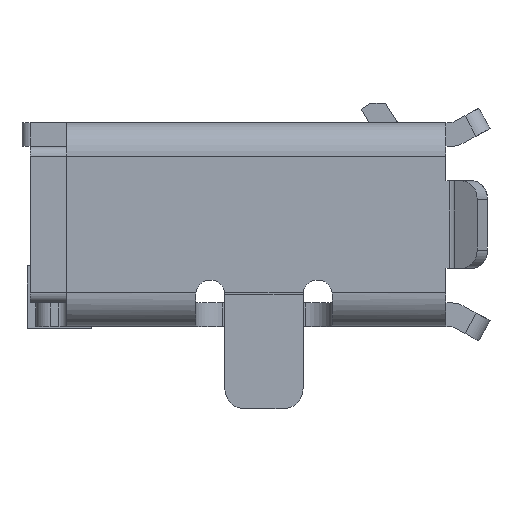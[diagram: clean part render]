
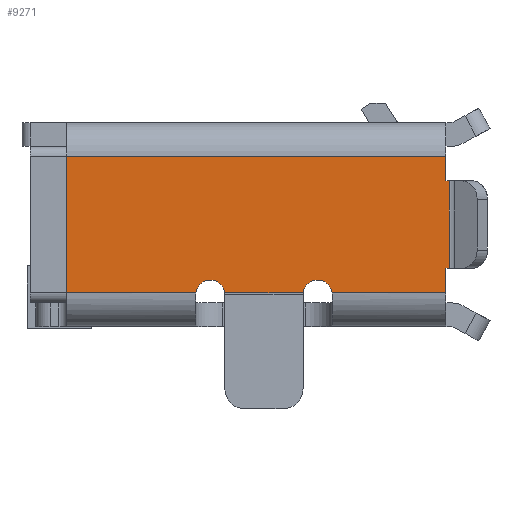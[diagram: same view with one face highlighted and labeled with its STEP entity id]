
A CAD part, left-side view. The second image highlights one B-rep face of the part: STEP entity #9271.
In plain terms, the highlighted planar face has unit normal (-1, 0, 0).
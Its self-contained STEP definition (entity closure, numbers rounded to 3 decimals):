
#310=CIRCLE('',#9750,0.166);
#311=CIRCLE('',#9751,0.167);
#312=CIRCLE('',#9752,0.167);
#313=CIRCLE('',#9753,0.166);
#1310=ORIENTED_EDGE('',*,*,#3022,.F.);
#1311=ORIENTED_EDGE('',*,*,#3087,.F.);
#1312=ORIENTED_EDGE('',*,*,#3081,.T.);
#1313=ORIENTED_EDGE('',*,*,#3051,.T.);
#1314=ORIENTED_EDGE('',*,*,#3088,.F.);
#1315=ORIENTED_EDGE('',*,*,#3089,.F.);
#1316=ORIENTED_EDGE('',*,*,#3090,.F.);
#1317=ORIENTED_EDGE('',*,*,#3045,.T.);
#1318=ORIENTED_EDGE('',*,*,#3091,.T.);
#1319=ORIENTED_EDGE('',*,*,#3092,.T.);
#1320=ORIENTED_EDGE('',*,*,#3093,.T.);
#1321=ORIENTED_EDGE('',*,*,#3054,.T.);
#1322=ORIENTED_EDGE('',*,*,#3032,.F.);
#1323=ORIENTED_EDGE('',*,*,#3094,.F.);
#1324=ORIENTED_EDGE('',*,*,#3095,.F.);
#1325=ORIENTED_EDGE('',*,*,#3096,.T.);
#3022=EDGE_CURVE('',#3931,#3932,#4587,.T.);
#3032=EDGE_CURVE('',#3935,#3936,#4594,.T.);
#3045=EDGE_CURVE('',#3946,#3945,#4600,.T.);
#3051=EDGE_CURVE('',#3951,#3949,#4602,.T.);
#3054=EDGE_CURVE('',#3952,#3936,#4603,.T.);
#3081=EDGE_CURVE('',#3968,#3951,#4616,.T.);
#3087=EDGE_CURVE('',#3968,#3931,#4619,.T.);
#3088=EDGE_CURVE('',#3972,#3949,#310,.T.);
#3089=EDGE_CURVE('',#3973,#3972,#4620,.T.);
#3090=EDGE_CURVE('',#3946,#3973,#311,.T.);
#3091=EDGE_CURVE('',#3945,#3974,#312,.T.);
#3092=EDGE_CURVE('',#3974,#3975,#4621,.T.);
#3093=EDGE_CURVE('',#3975,#3952,#313,.T.);
#3094=EDGE_CURVE('',#3976,#3935,#4622,.T.);
#3095=EDGE_CURVE('',#3977,#3976,#4623,.T.);
#3096=EDGE_CURVE('',#3977,#3932,#4624,.T.);
#3931=VERTEX_POINT('',#13268);
#3932=VERTEX_POINT('',#13269);
#3935=VERTEX_POINT('',#13283);
#3936=VERTEX_POINT('',#13285);
#3945=VERTEX_POINT('',#13324);
#3946=VERTEX_POINT('',#13326);
#3949=VERTEX_POINT('',#13348);
#3951=VERTEX_POINT('',#13351);
#3952=VERTEX_POINT('',#13356);
#3968=VERTEX_POINT('',#13421);
#3972=VERTEX_POINT('',#13433);
#3973=VERTEX_POINT('',#13435);
#3974=VERTEX_POINT('',#13438);
#3975=VERTEX_POINT('',#13440);
#3976=VERTEX_POINT('',#13443);
#3977=VERTEX_POINT('',#13445);
#4587=LINE('',#13267,#5347);
#4594=LINE('',#13284,#5354);
#4600=LINE('',#13325,#5360);
#4602=LINE('',#13350,#5362);
#4603=LINE('',#13355,#5363);
#4616=LINE('',#13420,#5376);
#4619=LINE('',#13431,#5379);
#4620=LINE('',#13434,#5380);
#4621=LINE('',#13439,#5381);
#4622=LINE('',#13442,#5382);
#4623=LINE('',#13444,#5383);
#4624=LINE('',#13446,#5384);
#5347=VECTOR('',#11003,1000.);
#5354=VECTOR('',#11020,1000.);
#5360=VECTOR('',#11036,1000.);
#5362=VECTOR('',#11042,1000.);
#5363=VECTOR('',#11049,1000.);
#5376=VECTOR('',#11094,1000.);
#5379=VECTOR('',#11105,1000.);
#5380=VECTOR('',#11108,1000.);
#5381=VECTOR('',#11113,1000.);
#5382=VECTOR('',#11116,1000.);
#5383=VECTOR('',#11117,1000.);
#5384=VECTOR('',#11118,1000.);
#5736=EDGE_LOOP('',(#1310,#1311,#1312,#1313,#1314,#1315,#1316,#1317,#1318,
#1319,#1320,#1321,#1322,#1323,#1324,#1325));
#6108=FACE_BOUND('',#5736,.T.);
#6462=PLANE('',#9749);
#9271=ADVANCED_FACE('',(#6108),#6462,.T.);
#9749=AXIS2_PLACEMENT_3D('',#13430,#11103,#11104);
#9750=AXIS2_PLACEMENT_3D('',#13432,#11106,#11107);
#9751=AXIS2_PLACEMENT_3D('',#13436,#11109,#11110);
#9752=AXIS2_PLACEMENT_3D('',#13437,#11111,#11112);
#9753=AXIS2_PLACEMENT_3D('',#13441,#11114,#11115);
#11003=DIRECTION('',(0.,0.,-1.));
#11020=DIRECTION('',(0.,0.,-1.));
#11036=DIRECTION('',(0.,-1.,0.));
#11042=DIRECTION('',(0.,-1.,0.));
#11049=DIRECTION('',(0.,-1.,0.));
#11094=DIRECTION('',(0.,0.,-1.));
#11103=DIRECTION('',(-1.,0.,0.));
#11104=DIRECTION('',(0.,0.,1.));
#11105=DIRECTION('',(0.,-1.,0.));
#11106=DIRECTION('',(-1.,0.,0.));
#11107=DIRECTION('',(0.,-1.,0.));
#11108=DIRECTION('',(0.,1.,0.));
#11109=DIRECTION('',(-1.,0.,0.));
#11110=DIRECTION('',(0.,-1.,0.));
#11111=DIRECTION('',(1.,0.,0.));
#11112=DIRECTION('',(0.,-1.,0.));
#11113=DIRECTION('',(0.,-1.,0.));
#11114=DIRECTION('',(1.,0.,0.));
#11115=DIRECTION('',(0.,1.,0.));
#11116=DIRECTION('',(0.,1.,0.));
#11117=DIRECTION('',(0.,0.,-1.));
#11118=DIRECTION('',(0.,1.,0.));
#13267=CARTESIAN_POINT('',(-3.73,0.,0.805));
#13268=CARTESIAN_POINT('',(-3.73,0.,0.805));
#13269=CARTESIAN_POINT('',(-3.73,0.,0.516));
#13283=CARTESIAN_POINT('',(-3.73,0.,-0.516));
#13284=CARTESIAN_POINT('',(-3.73,0.,0.805));
#13285=CARTESIAN_POINT('',(-3.73,0.,-0.805));
#13324=CARTESIAN_POINT('',(-3.73,1.687,-0.805));
#13325=CARTESIAN_POINT('',(-3.73,4.481,-0.805));
#13326=CARTESIAN_POINT('',(-3.73,2.613,-0.805));
#13348=CARTESIAN_POINT('',(-3.73,2.954,-0.805));
#13350=CARTESIAN_POINT('',(-3.73,4.481,-0.805));
#13351=CARTESIAN_POINT('',(-3.73,4.481,-0.805));
#13355=CARTESIAN_POINT('',(-3.73,4.481,-0.805));
#13356=CARTESIAN_POINT('',(-3.73,1.346,-0.805));
#13420=CARTESIAN_POINT('',(-3.73,4.481,0.805));
#13421=CARTESIAN_POINT('',(-3.73,4.481,0.805));
#13430=CARTESIAN_POINT('',(-3.73,4.481,0.805));
#13431=CARTESIAN_POINT('',(-3.73,4.481,0.805));
#13432=CARTESIAN_POINT('',(-3.73,2.789,-0.823));
#13433=CARTESIAN_POINT('',(-3.73,2.789,-0.657));
#13434=CARTESIAN_POINT('',(-3.73,2.778,-0.657));
#13435=CARTESIAN_POINT('',(-3.73,2.778,-0.657));
#13436=CARTESIAN_POINT('',(-3.73,2.778,-0.824));
#13437=CARTESIAN_POINT('',(-3.73,1.522,-0.824));
#13438=CARTESIAN_POINT('',(-3.73,1.522,-0.657));
#13439=CARTESIAN_POINT('',(-3.73,1.522,-0.657));
#13440=CARTESIAN_POINT('',(-3.73,1.511,-0.657));
#13441=CARTESIAN_POINT('',(-3.73,1.511,-0.823));
#13442=CARTESIAN_POINT('',(-3.73,0.,-0.516));
#13443=CARTESIAN_POINT('',(-3.73,-0.038,-0.516));
#13444=CARTESIAN_POINT('',(-3.73,-0.038,0.516));
#13445=CARTESIAN_POINT('',(-3.73,-0.038,0.516));
#13446=CARTESIAN_POINT('',(-3.73,0.,0.516));
